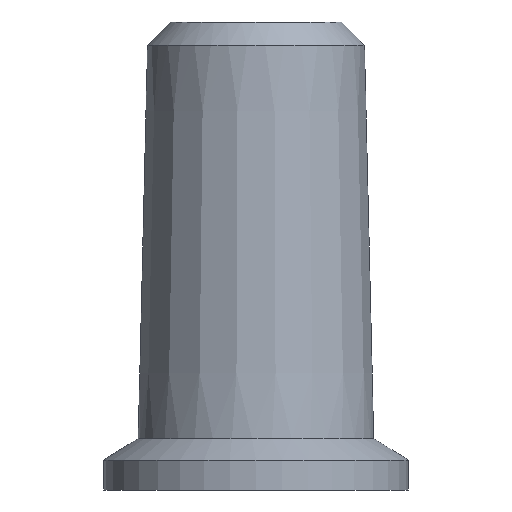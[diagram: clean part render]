
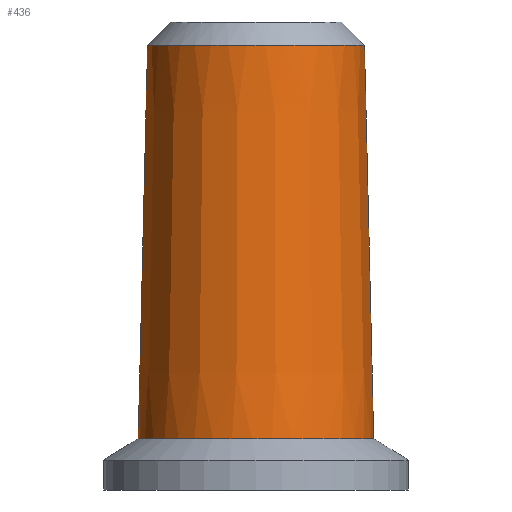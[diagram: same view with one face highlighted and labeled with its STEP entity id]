
A CAD part, front view. The second image highlights one B-rep face of the part: STEP entity #436.
In plain terms, the highlighted conical face has half-angle 1.348 degrees and reference radius 5.4 mm.
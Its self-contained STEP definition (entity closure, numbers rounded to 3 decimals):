
#23=B_SPLINE_CURVE_WITH_KNOTS('',3,(#690,#691,#692,#693,#694,#695),
 .UNSPECIFIED.,.F.,.F.,(4,2,4),(12.001,12.589,13.443),
 .UNSPECIFIED.);
#24=B_SPLINE_CURVE_WITH_KNOTS('',3,(#700,#701,#702,#703,#704,#705),
 .UNSPECIFIED.,.F.,.F.,(4,2,4),(20.696,21.55,22.138),
 .UNSPECIFIED.);
#27=(
BOUNDED_CURVE()
B_SPLINE_CURVE(2,(#680,#681,#682),.UNSPECIFIED.,.F.,.F.)
B_SPLINE_CURVE_WITH_KNOTS((3,3),(0.019,0.252),
 .UNSPECIFIED.)
CURVE()
GEOMETRIC_REPRESENTATION_ITEM()
RATIONAL_B_SPLINE_CURVE((1.,1.,1.))
REPRESENTATION_ITEM('')
);
#28=(
BOUNDED_CURVE()
B_SPLINE_CURVE(2,(#686,#687,#688),.UNSPECIFIED.,.F.,.F.)
B_SPLINE_CURVE_WITH_KNOTS((3,3),(1.389,1.622),
 .UNSPECIFIED.)
CURVE()
GEOMETRIC_REPRESENTATION_ITEM()
RATIONAL_B_SPLINE_CURVE((1.,1.,1.))
REPRESENTATION_ITEM('')
);
#32=CONICAL_SURFACE('',#482,5.4,0.024);
#39=FACE_OUTER_BOUND('',#66,.T.);
#66=EDGE_LOOP('',(#299,#300,#301,#302,#303,#304,#305));
#97=CIRCLE('',#483,4.99);
#98=CIRCLE('',#484,5.415);
#99=CIRCLE('',#485,5.415);
#191=VERTEX_POINT('',#678);
#192=VERTEX_POINT('',#679);
#193=VERTEX_POINT('',#683);
#194=VERTEX_POINT('',#685);
#195=VERTEX_POINT('',#689);
#196=VERTEX_POINT('',#696);
#197=VERTEX_POINT('',#698);
#234=EDGE_CURVE('',#191,#192,#27,.T.);
#235=EDGE_CURVE('',#193,#191,#97,.T.);
#236=EDGE_CURVE('',#194,#193,#28,.T.);
#237=EDGE_CURVE('',#194,#195,#23,.T.);
#238=EDGE_CURVE('',#195,#196,#98,.T.);
#239=EDGE_CURVE('',#196,#197,#99,.T.);
#240=EDGE_CURVE('',#197,#192,#24,.T.);
#299=ORIENTED_EDGE('',*,*,#234,.F.);
#300=ORIENTED_EDGE('',*,*,#235,.F.);
#301=ORIENTED_EDGE('',*,*,#236,.F.);
#302=ORIENTED_EDGE('',*,*,#237,.T.);
#303=ORIENTED_EDGE('',*,*,#238,.T.);
#304=ORIENTED_EDGE('',*,*,#239,.T.);
#305=ORIENTED_EDGE('',*,*,#240,.T.);
#436=ADVANCED_FACE('',(#39),#32,.T.);
#482=AXIS2_PLACEMENT_3D('',#677,#544,#545);
#483=AXIS2_PLACEMENT_3D('',#684,#546,#547);
#484=AXIS2_PLACEMENT_3D('',#697,#548,#549);
#485=AXIS2_PLACEMENT_3D('',#699,#550,#551);
#544=DIRECTION('center_axis',(0.,0.,-1.));
#545=DIRECTION('ref_axis',(0.,-1.,0.));
#546=DIRECTION('center_axis',(0.,0.,1.));
#547=DIRECTION('ref_axis',(0.,-1.,0.));
#548=DIRECTION('center_axis',(0.,0.,1.));
#549=DIRECTION('ref_axis',(0.,-1.,0.));
#550=DIRECTION('center_axis',(0.,0.,1.));
#551=DIRECTION('ref_axis',(0.,-1.,0.));
#677=CARTESIAN_POINT('Origin',(0.,0.,2.024));
#678=CARTESIAN_POINT('',(1.516,4.754,19.424));
#679=CARTESIAN_POINT('',(1.516,4.81,17.175));
#680=CARTESIAN_POINT('Ctrl Pts',(1.516,4.754,19.424));
#681=CARTESIAN_POINT('Ctrl Pts',(1.516,4.782,18.306));
#682=CARTESIAN_POINT('Ctrl Pts',(1.516,4.81,17.175));
#683=CARTESIAN_POINT('',(-1.516,4.754,19.424));
#684=CARTESIAN_POINT('Origin',(0.,0.,19.424));
#685=CARTESIAN_POINT('',(-1.516,4.81,17.175));
#686=CARTESIAN_POINT('Ctrl Pts',(-1.516,4.81,17.175));
#687=CARTESIAN_POINT('Ctrl Pts',(-1.516,4.782,18.306));
#688=CARTESIAN_POINT('Ctrl Pts',(-1.516,4.754,19.424));
#689=CARTESIAN_POINT('',(-1.461,5.215,1.366));
#690=CARTESIAN_POINT('Ctrl Pts',(-1.516,4.81,17.175));
#691=CARTESIAN_POINT('Ctrl Pts',(-1.516,4.863,15.031));
#692=CARTESIAN_POINT('Ctrl Pts',(-1.513,4.917,12.876));
#693=CARTESIAN_POINT('Ctrl Pts',(-1.499,5.051,7.591));
#694=CARTESIAN_POINT('Ctrl Pts',(-1.483,5.132,4.462));
#695=CARTESIAN_POINT('Ctrl Pts',(-1.461,5.215,1.366));
#696=CARTESIAN_POINT('',(-5.415,0.,1.366));
#697=CARTESIAN_POINT('Origin',(0.,0.,1.366));
#698=CARTESIAN_POINT('',(1.461,5.215,1.366));
#699=CARTESIAN_POINT('Origin',(0.,0.,1.366));
#700=CARTESIAN_POINT('Ctrl Pts',(1.461,5.215,1.366));
#701=CARTESIAN_POINT('Ctrl Pts',(1.483,5.132,4.462));
#702=CARTESIAN_POINT('Ctrl Pts',(1.499,5.051,7.591));
#703=CARTESIAN_POINT('Ctrl Pts',(1.513,4.917,12.876));
#704=CARTESIAN_POINT('Ctrl Pts',(1.516,4.863,15.031));
#705=CARTESIAN_POINT('Ctrl Pts',(1.516,4.81,17.175));
